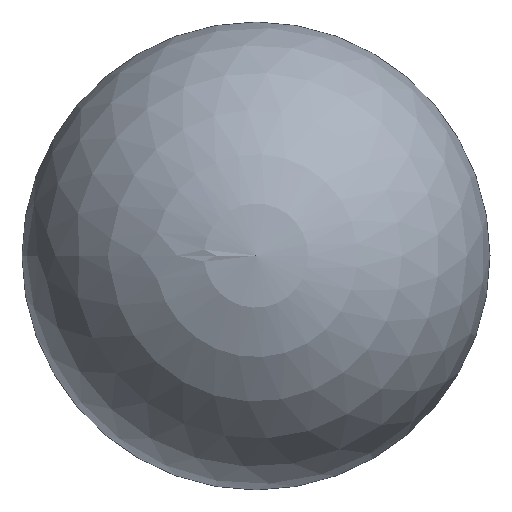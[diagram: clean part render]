
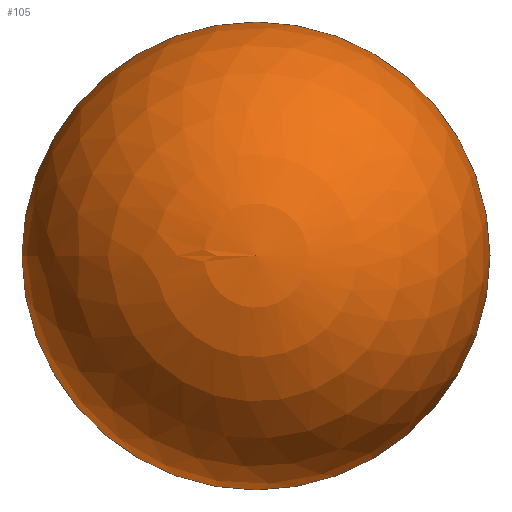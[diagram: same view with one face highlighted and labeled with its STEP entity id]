
A CAD part, top view. The second image highlights one B-rep face of the part: STEP entity #105.
In plain terms, the highlighted spherical face has radius 7.938 mm.
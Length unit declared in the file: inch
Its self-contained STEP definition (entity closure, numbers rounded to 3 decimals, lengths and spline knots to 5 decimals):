
#2 = CARTESIAN_POINT ( 'NONE',  ( 0., 0., 0. ) ) ;
#3 = DIRECTION ( 'NONE',  ( 0., 0., -1. ) ) ;
#4 = DIRECTION ( 'NONE',  ( -1., 0., 0. ) ) ;
#18 = CARTESIAN_POINT ( 'NONE',  ( 0., 0., 0. ) ) ;
#19 = DIRECTION ( 'NONE',  ( 0., 0., -1. ) ) ;
#20 = DIRECTION ( 'NONE',  ( -1., 0., 0. ) ) ;
#21 = CARTESIAN_POINT ( 'NONE',  ( 0., 0., 0. ) ) ;
#22 = DIRECTION ( 'NONE',  ( 0., 0., 1. ) ) ;
#23 = DIRECTION ( 'NONE',  ( 1., 0., 0. ) ) ;
#84 = CARTESIAN_POINT ( 'NONE',  ( 0., -0.3125, 0. ) ) ;
#85 = CARTESIAN_POINT ( 'NONE',  ( 0., 0.3125, 0. ) ) ;
#87 = ORIENTED_EDGE ( 'NONE', *, *, #107, .F. ) ;
#89 = ORIENTED_EDGE ( 'NONE', *, *, #108, .T. ) ;
#90 = VERTEX_POINT ( 'NONE', #85 ) ;
#91 = VERTEX_POINT ( 'NONE', #84 ) ;
#92 = EDGE_LOOP ( 'NONE', ( #87, #89 ) ) ;
#100 = CIRCLE ( 'NONE', #114, 0.3125 ) ;
#102 = CIRCLE ( 'NONE', #115, 0.3125 ) ;
#105 = ADVANCED_FACE ( 'NONE', ( #124 ), #131, .T. ) ;
#107 = EDGE_CURVE ( 'NONE', #90, #91, #102, .T. ) ;
#108 = EDGE_CURVE ( 'NONE', #90, #91, #100, .T. ) ;
#114 = AXIS2_PLACEMENT_3D ( 'NONE', #21, #22, #23 ) ;
#115 = AXIS2_PLACEMENT_3D ( 'NONE', #18, #19, #20 ) ;
#124 = FACE_OUTER_BOUND ( 'NONE', #92, .T. ) ;
#128 = AXIS2_PLACEMENT_3D ( 'NONE', #2, #3, #4 ) ;
#131 = SPHERICAL_SURFACE ( 'NONE', #128, 0.3125 ) ;
